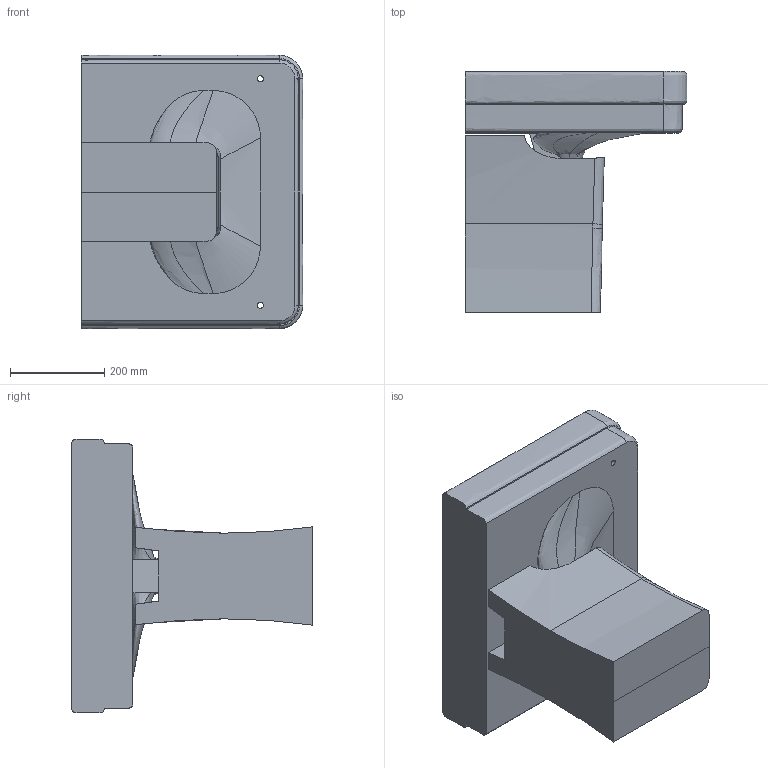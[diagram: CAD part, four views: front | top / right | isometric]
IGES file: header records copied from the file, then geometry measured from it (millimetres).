
Global section: file name: 2699; native system: AutoCAD 2016 - English; preprocessor: Autodesk Translation Framework DWG producer (atf_dwg_producer); organization: unknown; date: 20161027.161548; units: millimetre
Bounding box: 470.2 x 510.19 x 580.37 mm (x, y, z)
Volume: 44906831 mm3; surface area: 1371988.2 mm2
Topology: 2 solids, 2 shells, 116 faces, 342 edges, 230 vertices
Faces by surface type: bspline 116
